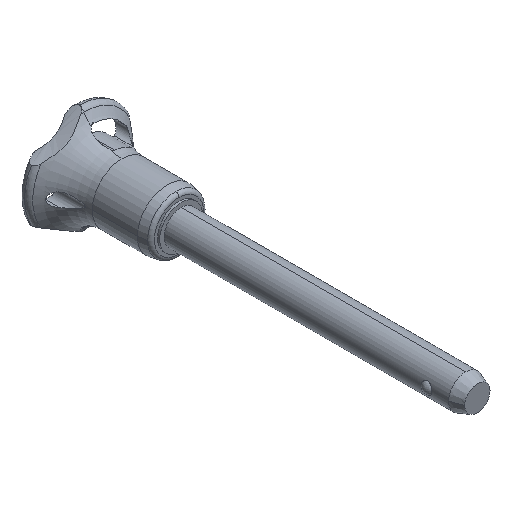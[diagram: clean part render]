
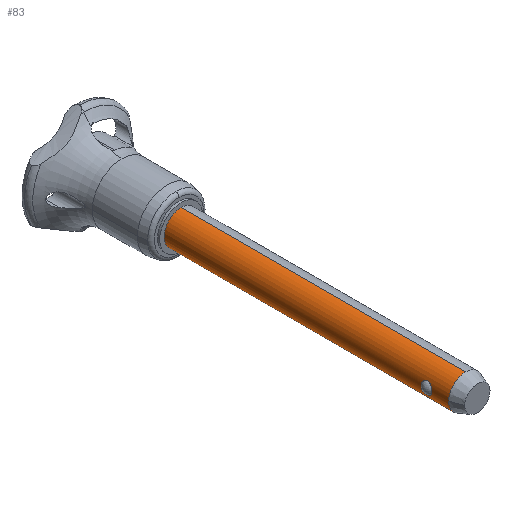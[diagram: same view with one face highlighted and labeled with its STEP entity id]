
A CAD part, isometric view. The second image highlights one B-rep face of the part: STEP entity #83.
In plain terms, the highlighted cylindrical face has radius 3.175 mm (diameter 6.35 mm), a partial arc.
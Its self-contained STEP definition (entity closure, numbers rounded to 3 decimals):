
#83=ADVANCED_FACE('',(#211,#212),#213,.T.);
#211=FACE_OUTER_BOUND('',#383,.T.);
#212=FACE_BOUND('',#384,.T.);
#213=CYLINDRICAL_SURFACE('',#385,3.175);
#383=EDGE_LOOP('',(#567,#568,#569,#570,#571));
#384=EDGE_LOOP('',(#572,#573));
#385=AXIS2_PLACEMENT_3D('',#574,#575,#576);
#567=ORIENTED_EDGE('',*,*,#1066,.F.);
#568=ORIENTED_EDGE('',*,*,#1074,.T.);
#569=ORIENTED_EDGE('',*,*,#1075,.T.);
#570=ORIENTED_EDGE('',*,*,#1068,.F.);
#571=ORIENTED_EDGE('',*,*,#1076,.F.);
#572=ORIENTED_EDGE('',*,*,#1077,.T.);
#573=ORIENTED_EDGE('',*,*,#1078,.T.);
#574=CARTESIAN_POINT('',(0.,-27.813,0.0));
#575=DIRECTION('',(0.,1.0,0.0));
#576=DIRECTION('',(0.0,0.0,-1.0));
#1066=EDGE_CURVE('',#1281,#1282,#1283,.T.);
#1068=EDGE_CURVE('',#1284,#1286,#1287,.T.);
#1074=EDGE_CURVE('',#1281,#1296,#1297,.T.);
#1075=EDGE_CURVE('',#1296,#1286,#1298,.T.);
#1076=EDGE_CURVE('',#1282,#1284,#1299,.T.);
#1077=EDGE_CURVE('',#1300,#1301,#1302,.T.);
#1078=EDGE_CURVE('',#1301,#1300,#1303,.T.);
#1281=VERTEX_POINT('',#1589);
#1282=VERTEX_POINT('',#1590);
#1283=LINE('',#1591,#1592);
#1284=VERTEX_POINT('',#1593);
#1286=VERTEX_POINT('',#1595);
#1287=LINE('',#1596,#1597);
#1296=VERTEX_POINT('',#1656);
#1297=CIRCLE('',#1657,3.175);
#1298=CIRCLE('',#1658,3.175);
#1299=CIRCLE('',#1659,3.175);
#1300=VERTEX_POINT('',#1660);
#1301=VERTEX_POINT('',#1661);
#1302=B_SPLINE_CURVE_WITH_KNOTS('',3,(#1662,#1663,#1664,#1665,#1666,#1667,#1668,#1669,#1670,#1671,#1672,#1673,#1674,#1675,#1676,#1677,#1678,#1679,#1680,#1681,#1682,#1683,#1684,#1685,#1686,#1687),.UNSPECIFIED.,.F.,.F.,(4,2,2,2,2,2,2,2,2,2,2,2,4),(0.0,0.342,0.684,0.852,1.02,1.311,1.601,1.892,2.183,2.351,2.519,2.861,3.203),.UNSPECIFIED.);
#1303=B_SPLINE_CURVE_WITH_KNOTS('',3,(#1688,#1689,#1690,#1691,#1692,#1693,#1694,#1695,#1696,#1697,#1698,#1699,#1700,#1701,#1702,#1703,#1704,#1705,#1706,#1707,#1708,#1709,#1710,#1711,#1712,#1713),.UNSPECIFIED.,.F.,.F.,(4,2,2,2,2,2,2,2,2,2,2,2,4),(3.203,3.545,3.887,4.055,4.223,4.514,4.804,5.095,5.386,5.554,5.722,6.064,6.406),.UNSPECIFIED.);
#1589=CARTESIAN_POINT('',(0.,-53.416,-3.175));
#1590=CARTESIAN_POINT('',(0.,0.0,-3.175));
#1591=CARTESIAN_POINT('',(0.,-27.813,-3.175));
#1592=VECTOR('',#3764,1.0);
#1593=CARTESIAN_POINT('',(0.,0.,3.175));
#1595=CARTESIAN_POINT('',(0.,-53.416,3.175));
#1596=CARTESIAN_POINT('',(0.,-27.813,3.175));
#1597=VECTOR('',#3768,1.0);
#1656=CARTESIAN_POINT('',(-3.175,-53.416,0.));
#1657=AXIS2_PLACEMENT_3D('',#3775,#3776,#3777);
#1658=AXIS2_PLACEMENT_3D('',#3778,#3779,#3780);
#1659=AXIS2_PLACEMENT_3D('',#3781,#3782,#3783);
#1660=CARTESIAN_POINT('',(-2.97,-49.256,1.123));
#1661=CARTESIAN_POINT('',(-2.97,-49.256,-1.123));
#1662=CARTESIAN_POINT('',(-2.97,-49.256,1.123));
#1663=CARTESIAN_POINT('',(-2.97,-49.37,1.123));
#1664=CARTESIAN_POINT('',(-2.979,-49.491,1.1));
#1665=CARTESIAN_POINT('',(-3.011,-49.714,1.01));
#1666=CARTESIAN_POINT('',(-3.033,-49.816,0.942));
#1667=CARTESIAN_POINT('',(-3.065,-49.938,0.828));
#1668=CARTESIAN_POINT('',(-3.077,-49.978,0.783));
#1669=CARTESIAN_POINT('',(-3.1,-50.051,0.687));
#1670=CARTESIAN_POINT('',(-3.111,-50.083,0.636));
#1671=CARTESIAN_POINT('',(-3.136,-50.155,0.503));
#1672=CARTESIAN_POINT('',(-3.151,-50.192,0.405));
#1673=CARTESIAN_POINT('',(-3.17,-50.242,0.202));
#1674=CARTESIAN_POINT('',(-3.175,-50.253,0.097));
#1675=CARTESIAN_POINT('',(-3.175,-50.253,-0.097));
#1676=CARTESIAN_POINT('',(-3.17,-50.242,-0.202));
#1677=CARTESIAN_POINT('',(-3.151,-50.192,-0.405));
#1678=CARTESIAN_POINT('',(-3.136,-50.155,-0.503));
#1679=CARTESIAN_POINT('',(-3.111,-50.083,-0.636));
#1680=CARTESIAN_POINT('',(-3.1,-50.051,-0.687));
#1681=CARTESIAN_POINT('',(-3.077,-49.978,-0.783));
#1682=CARTESIAN_POINT('',(-3.065,-49.938,-0.828));
#1683=CARTESIAN_POINT('',(-3.033,-49.816,-0.942));
#1684=CARTESIAN_POINT('',(-3.011,-49.714,-1.01));
#1685=CARTESIAN_POINT('',(-2.979,-49.491,-1.1));
#1686=CARTESIAN_POINT('',(-2.97,-49.37,-1.123));
#1687=CARTESIAN_POINT('',(-2.97,-49.256,-1.123));
#1688=CARTESIAN_POINT('',(-2.97,-49.256,-1.123));
#1689=CARTESIAN_POINT('',(-2.97,-49.142,-1.123));
#1690=CARTESIAN_POINT('',(-2.979,-49.021,-1.1));
#1691=CARTESIAN_POINT('',(-3.011,-48.799,-1.01));
#1692=CARTESIAN_POINT('',(-3.033,-48.697,-0.942));
#1693=CARTESIAN_POINT('',(-3.065,-48.575,-0.828));
#1694=CARTESIAN_POINT('',(-3.077,-48.535,-0.783));
#1695=CARTESIAN_POINT('',(-3.1,-48.462,-0.687));
#1696=CARTESIAN_POINT('',(-3.111,-48.429,-0.636));
#1697=CARTESIAN_POINT('',(-3.136,-48.358,-0.503));
#1698=CARTESIAN_POINT('',(-3.151,-48.321,-0.405));
#1699=CARTESIAN_POINT('',(-3.17,-48.271,-0.202));
#1700=CARTESIAN_POINT('',(-3.175,-48.26,-0.097));
#1701=CARTESIAN_POINT('',(-3.175,-48.26,0.097));
#1702=CARTESIAN_POINT('',(-3.17,-48.271,0.202));
#1703=CARTESIAN_POINT('',(-3.151,-48.321,0.405));
#1704=CARTESIAN_POINT('',(-3.136,-48.358,0.503));
#1705=CARTESIAN_POINT('',(-3.111,-48.429,0.636));
#1706=CARTESIAN_POINT('',(-3.1,-48.462,0.687));
#1707=CARTESIAN_POINT('',(-3.077,-48.535,0.783));
#1708=CARTESIAN_POINT('',(-3.065,-48.575,0.828));
#1709=CARTESIAN_POINT('',(-3.033,-48.697,0.942));
#1710=CARTESIAN_POINT('',(-3.011,-48.799,1.01));
#1711=CARTESIAN_POINT('',(-2.979,-49.021,1.1));
#1712=CARTESIAN_POINT('',(-2.97,-49.142,1.123));
#1713=CARTESIAN_POINT('',(-2.97,-49.256,1.123));
#3764=DIRECTION('',(0.,1.0,0.0));
#3768=DIRECTION('',(0.,-1.0,-0.0));
#3775=CARTESIAN_POINT('',(0.,-53.416,0.0));
#3776=DIRECTION('',(0.,1.0,0.));
#3777=DIRECTION('',(0.,0.,-1.0));
#3778=CARTESIAN_POINT('',(0.,-53.416,0.0));
#3779=DIRECTION('',(0.,1.0,0.));
#3780=DIRECTION('',(0.,0.,-1.0));
#3781=CARTESIAN_POINT('',(0.,0.0,0.0));
#3782=DIRECTION('',(0.,1.0,0.0));
#3783=DIRECTION('',(0.0,0.0,-1.0));
